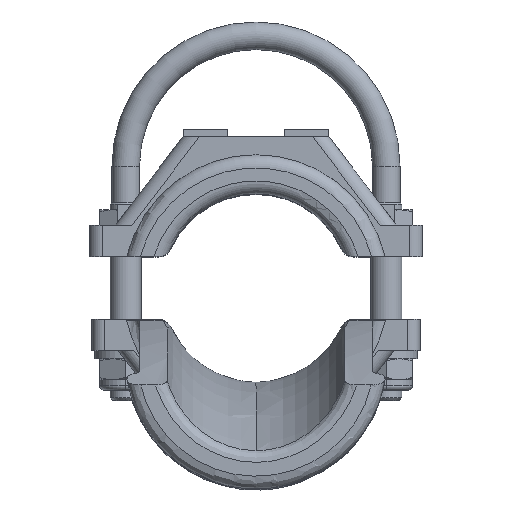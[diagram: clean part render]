
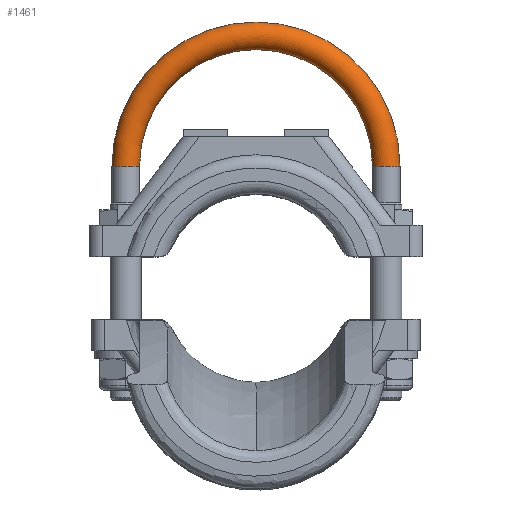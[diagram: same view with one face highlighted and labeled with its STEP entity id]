
A CAD part, top view. The second image highlights one B-rep face of the part: STEP entity #1461.
In plain terms, the highlighted toroidal (fillet/blend) face has major radius 25 mm and minor radius 2.65 mm.
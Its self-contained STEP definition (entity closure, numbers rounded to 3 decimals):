
#374 = AXIS2_PLACEMENT_3D ( 'NONE', #14059, #642, #2135 ) ;
#642 = DIRECTION ( 'NONE',  ( 0., 0., 1. ) ) ;
#1461 = ADVANCED_FACE ( 'NONE', ( #6857 ), #5899, .T. ) ;
#1809 = CARTESIAN_POINT ( 'NONE',  ( 27.65, 17.4, 0. ) ) ;
#1854 = CARTESIAN_POINT ( 'NONE',  ( 22.35, 17.4, 0. ) ) ;
#2135 = DIRECTION ( 'NONE',  ( 1., 0., 0. ) ) ;
#3074 = VERTEX_POINT ( 'NONE', #1809 ) ;
#3359 = DIRECTION ( 'NONE',  ( 0., 1., 0. ) ) ;
#4479 = VERTEX_POINT ( 'NONE', #1854 ) ;
#4694 = AXIS2_PLACEMENT_3D ( 'NONE', #5418, #8867, #6599 ) ;
#4714 = CARTESIAN_POINT ( 'NONE',  ( 0., 17.4, 0. ) ) ;
#5418 = CARTESIAN_POINT ( 'NONE',  ( 25., 17.4, 0. ) ) ;
#5628 = CARTESIAN_POINT ( 'NONE',  ( -25., 17.4, 0. ) ) ;
#5899 = TOROIDAL_SURFACE ( 'NONE', #374, 25., 2.65 ) ;
#6087 = EDGE_LOOP ( 'NONE', ( #7628, #7506, #11135, #6624 ) ) ;
#6189 = AXIS2_PLACEMENT_3D ( 'NONE', #8128, #6734, #11746 ) ;
#6599 = DIRECTION ( 'NONE',  ( 1., 0., 0. ) ) ;
#6624 = ORIENTED_EDGE ( 'NONE', *, *, #6752, .F. ) ;
#6734 = DIRECTION ( 'NONE',  ( 0., 0., 1. ) ) ;
#6752 = EDGE_CURVE ( 'NONE', #4479, #10768, #12846, .T. ) ;
#6849 = CARTESIAN_POINT ( 'NONE',  ( -22.35, 17.4, 0. ) ) ;
#6857 = FACE_OUTER_BOUND ( 'NONE', #6087, .T. ) ;
#7455 = CIRCLE ( 'NONE', #10216, 2.65 ) ;
#7506 = ORIENTED_EDGE ( 'NONE', *, *, #13446, .T. ) ;
#7628 = ORIENTED_EDGE ( 'NONE', *, *, #10780, .T. ) ;
#7829 = CARTESIAN_POINT ( 'NONE',  ( -27.65, 17.4, 0. ) ) ;
#7936 = CIRCLE ( 'NONE', #4694, 2.65 ) ;
#8128 = CARTESIAN_POINT ( 'NONE',  ( 0., 17.4, 0. ) ) ;
#8129 = DIRECTION ( 'NONE',  ( -1., 0., 0. ) ) ;
#8867 = DIRECTION ( 'NONE',  ( 0., 1., 0. ) ) ;
#8941 = CIRCLE ( 'NONE', #6189, 27.65 ) ;
#10216 = AXIS2_PLACEMENT_3D ( 'NONE', #5628, #3359, #8129 ) ;
#10768 = VERTEX_POINT ( 'NONE', #6849 ) ;
#10780 = EDGE_CURVE ( 'NONE', #4479, #3074, #7936, .T. ) ;
#11135 = ORIENTED_EDGE ( 'NONE', *, *, #11532, .T. ) ;
#11532 = EDGE_CURVE ( 'NONE', #13888, #10768, #7455, .T. ) ;
#11693 = DIRECTION ( 'NONE',  ( 1., 0., 0. ) ) ;
#11746 = DIRECTION ( 'NONE',  ( 1., 0., 0. ) ) ;
#12846 = CIRCLE ( 'NONE', #14087, 22.35 ) ;
#13446 = EDGE_CURVE ( 'NONE', #3074, #13888, #8941, .T. ) ;
#13888 = VERTEX_POINT ( 'NONE', #7829 ) ;
#14059 = CARTESIAN_POINT ( 'NONE',  ( 0., 17.4, 0. ) ) ;
#14087 = AXIS2_PLACEMENT_3D ( 'NONE', #4714, #15510, #11693 ) ;
#15510 = DIRECTION ( 'NONE',  ( 0., 0., 1. ) ) ;
